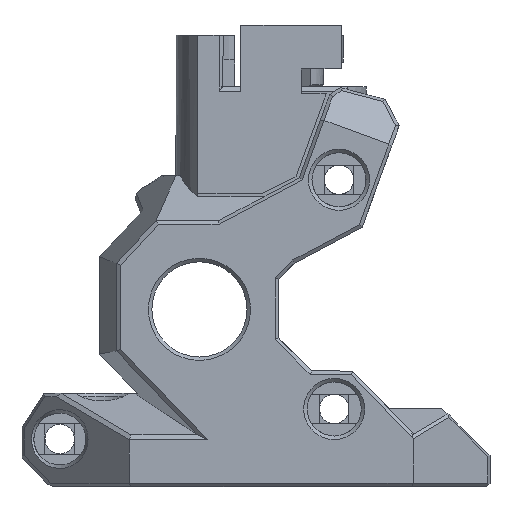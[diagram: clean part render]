
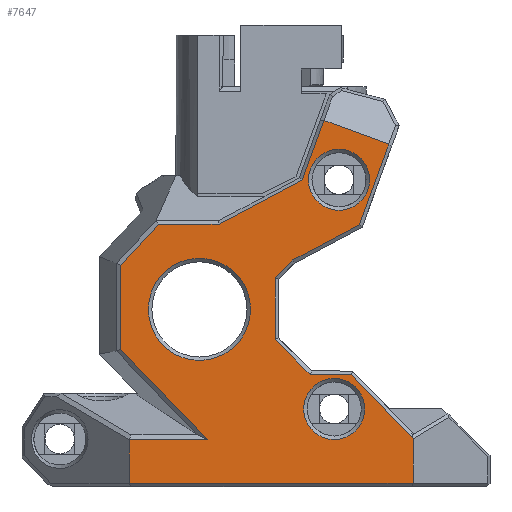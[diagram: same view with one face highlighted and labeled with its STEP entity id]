
A CAD part, front view. The second image highlights one B-rep face of the part: STEP entity #7647.
In plain terms, the highlighted planar face has unit normal (0, -1, 0).
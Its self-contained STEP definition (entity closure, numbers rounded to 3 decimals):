
#70=FACE_BOUND('',#1255,.T.);
#71=FACE_BOUND('',#1256,.T.);
#72=FACE_BOUND('',#1257,.T.);
#372=PLANE('',#8271);
#810=FACE_OUTER_BOUND('',#1254,.T.);
#1254=EDGE_LOOP('',(#6305,#6306,#6307,#6308,#6309,#6310,#6311,#6312,#6313,
#6314,#6315,#6316,#6317,#6318,#6319,#6320,#6321,#6322,#6323));
#1255=EDGE_LOOP('',(#6324));
#1256=EDGE_LOOP('',(#6325));
#1257=EDGE_LOOP('',(#6326));
#1844=LINE('',#12828,#2615);
#1846=LINE('',#12832,#2617);
#1848=LINE('',#12835,#2619);
#1849=LINE('',#12837,#2620);
#1850=LINE('',#12840,#2621);
#1852=LINE('',#12844,#2623);
#1854=LINE('',#12848,#2625);
#1856=LINE('',#12852,#2627);
#1862=LINE('',#12878,#2633);
#1864=LINE('',#12882,#2635);
#1865=LINE('',#12884,#2636);
#1866=LINE('',#12886,#2637);
#1867=LINE('',#12888,#2638);
#1868=LINE('',#12890,#2639);
#1869=LINE('',#12892,#2640);
#1870=LINE('',#12894,#2641);
#1871=LINE('',#12896,#2642);
#1872=LINE('',#12898,#2643);
#1873=LINE('',#12899,#2644);
#2615=VECTOR('',#9712,10.);
#2617=VECTOR('',#9716,10.);
#2619=VECTOR('',#9720,10.);
#2620=VECTOR('',#9723,10.);
#2621=VECTOR('',#9726,10.);
#2623=VECTOR('',#9730,10.);
#2625=VECTOR('',#9734,10.);
#2627=VECTOR('',#9738,10.);
#2633=VECTOR('',#9762,10.);
#2635=VECTOR('',#9766,10.);
#2636=VECTOR('',#9767,10.);
#2637=VECTOR('',#9768,10.);
#2638=VECTOR('',#9769,10.);
#2639=VECTOR('',#9770,10.);
#2640=VECTOR('',#9771,10.);
#2641=VECTOR('',#9772,10.);
#2642=VECTOR('',#9773,10.);
#2643=VECTOR('',#9774,10.);
#2644=VECTOR('',#9775,10.);
#3150=CIRCLE('',#8253,3.525);
#3156=CIRCLE('',#8272,3.525);
#3157=CIRCLE('',#8273,5.9);
#3616=VERTEX_POINT('',#12769);
#3620=VERTEX_POINT('',#12785);
#3631=VERTEX_POINT('',#12821);
#3632=VERTEX_POINT('',#12825);
#3633=VERTEX_POINT('',#12827);
#3634=VERTEX_POINT('',#12831);
#3635=VERTEX_POINT('',#12839);
#3636=VERTEX_POINT('',#12843);
#3637=VERTEX_POINT('',#12847);
#3638=VERTEX_POINT('',#12851);
#3646=VERTEX_POINT('',#12877);
#3647=VERTEX_POINT('',#12881);
#3648=VERTEX_POINT('',#12883);
#3649=VERTEX_POINT('',#12885);
#3650=VERTEX_POINT('',#12887);
#3651=VERTEX_POINT('',#12889);
#3652=VERTEX_POINT('',#12891);
#3653=VERTEX_POINT('',#12893);
#3654=VERTEX_POINT('',#12895);
#3655=VERTEX_POINT('',#12897);
#3656=VERTEX_POINT('',#12900);
#3657=VERTEX_POINT('',#12902);
#4558=EDGE_CURVE('',#3631,#3631,#3150,.T.);
#4560=EDGE_CURVE('',#3632,#3633,#1844,.T.);
#4562=EDGE_CURVE('',#3633,#3634,#1846,.T.);
#4564=EDGE_CURVE('',#3634,#3616,#1848,.T.);
#4565=EDGE_CURVE('',#3616,#3620,#1849,.F.);
#4566=EDGE_CURVE('',#3620,#3635,#1850,.T.);
#4568=EDGE_CURVE('',#3635,#3636,#1852,.T.);
#4570=EDGE_CURVE('',#3636,#3637,#1854,.T.);
#4572=EDGE_CURVE('',#3638,#3632,#1856,.T.);
#4584=EDGE_CURVE('',#3637,#3646,#1862,.T.);
#4586=EDGE_CURVE('',#3647,#3638,#1864,.T.);
#4587=EDGE_CURVE('',#3648,#3647,#1865,.T.);
#4588=EDGE_CURVE('',#3649,#3648,#1866,.T.);
#4589=EDGE_CURVE('',#3650,#3649,#1867,.T.);
#4590=EDGE_CURVE('',#3650,#3651,#1868,.F.);
#4591=EDGE_CURVE('',#3652,#3651,#1869,.T.);
#4592=EDGE_CURVE('',#3652,#3653,#1870,.F.);
#4593=EDGE_CURVE('',#3654,#3653,#1871,.T.);
#4594=EDGE_CURVE('',#3655,#3654,#1872,.T.);
#4595=EDGE_CURVE('',#3646,#3655,#1873,.T.);
#4596=EDGE_CURVE('',#3656,#3656,#3156,.T.);
#4597=EDGE_CURVE('',#3657,#3657,#3157,.T.);
#6305=ORIENTED_EDGE('',*,*,#4586,.F.);
#6306=ORIENTED_EDGE('',*,*,#4587,.F.);
#6307=ORIENTED_EDGE('',*,*,#4588,.F.);
#6308=ORIENTED_EDGE('',*,*,#4589,.F.);
#6309=ORIENTED_EDGE('',*,*,#4590,.T.);
#6310=ORIENTED_EDGE('',*,*,#4591,.F.);
#6311=ORIENTED_EDGE('',*,*,#4592,.T.);
#6312=ORIENTED_EDGE('',*,*,#4593,.F.);
#6313=ORIENTED_EDGE('',*,*,#4594,.F.);
#6314=ORIENTED_EDGE('',*,*,#4595,.F.);
#6315=ORIENTED_EDGE('',*,*,#4584,.F.);
#6316=ORIENTED_EDGE('',*,*,#4570,.F.);
#6317=ORIENTED_EDGE('',*,*,#4568,.F.);
#6318=ORIENTED_EDGE('',*,*,#4566,.F.);
#6319=ORIENTED_EDGE('',*,*,#4565,.F.);
#6320=ORIENTED_EDGE('',*,*,#4564,.F.);
#6321=ORIENTED_EDGE('',*,*,#4562,.F.);
#6322=ORIENTED_EDGE('',*,*,#4560,.F.);
#6323=ORIENTED_EDGE('',*,*,#4572,.F.);
#6324=ORIENTED_EDGE('',*,*,#4558,.F.);
#6325=ORIENTED_EDGE('',*,*,#4596,.F.);
#6326=ORIENTED_EDGE('',*,*,#4597,.F.);
#7647=ADVANCED_FACE('',(#810,#70,#71,#72),#372,.F.);
#8253=AXIS2_PLACEMENT_3D('',#12823,#9707,#9708);
#8271=AXIS2_PLACEMENT_3D('',#12880,#9764,#9765);
#8272=AXIS2_PLACEMENT_3D('',#12901,#9776,#9777);
#8273=AXIS2_PLACEMENT_3D('',#12903,#9778,#9779);
#9707=DIRECTION('center_axis',(0.,-1.,0.));
#9708=DIRECTION('ref_axis',(1.,0.,0.));
#9712=DIRECTION('',(1.,0.,0.));
#9716=DIRECTION('',(0.883,0.,0.469));
#9720=DIRECTION('',(0.342,0.,0.94));
#9723=DIRECTION('',(-0.94,0.,0.342));
#9726=DIRECTION('',(-0.342,0.,-0.94));
#9730=DIRECTION('',(-0.883,0.,-0.469));
#9734=DIRECTION('',(-0.707,0.,-0.707));
#9738=DIRECTION('',(0.681,0.,0.732));
#9762=DIRECTION('',(0.,0.,-1.));
#9764=DIRECTION('center_axis',(0.,1.,0.));
#9765=DIRECTION('ref_axis',(0.,0.,1.));
#9766=DIRECTION('',(0.,0.,1.));
#9767=DIRECTION('',(-0.695,0.,0.719));
#9768=DIRECTION('',(1.,0.,0.));
#9769=DIRECTION('',(0.76,0.,0.65));
#9770=DIRECTION('',(0.,0.,1.));
#9771=DIRECTION('',(-1.,0.,0.));
#9772=DIRECTION('',(0.,0.,-1.));
#9773=DIRECTION('',(0.695,0.,-0.719));
#9774=DIRECTION('',(1.,0.,-0.004));
#9775=DIRECTION('',(0.707,0.,-0.707));
#9776=DIRECTION('center_axis',(0.,-1.,0.));
#9777=DIRECTION('ref_axis',(1.,0.,0.));
#9778=DIRECTION('center_axis',(0.,-1.,0.));
#9779=DIRECTION('ref_axis',(-1.,0.,0.));
#12769=CARTESIAN_POINT('',(127.815,-16.103,30.733));
#12785=CARTESIAN_POINT('',(135.307,-16.103,28.006));
#12821=CARTESIAN_POINT('',(126.035,-16.103,23.872));
#12823=CARTESIAN_POINT('Origin',(129.56,-16.103,23.872));
#12825=CARTESIAN_POINT('',(108.731,-16.103,18.756));
#12827=CARTESIAN_POINT('',(115.7,-16.103,18.756));
#12828=CARTESIAN_POINT('',(119.122,-16.103,18.756));
#12831=CARTESIAN_POINT('',(125.316,-16.103,23.866));
#12832=CARTESIAN_POINT('',(118.048,-16.103,20.004));
#12835=CARTESIAN_POINT('',(123.945,-16.103,20.1));
#12837=CARTESIAN_POINT('',(129.646,-16.103,30.067));
#12839=CARTESIAN_POINT('',(131.914,-16.103,18.685));
#12840=CARTESIAN_POINT('',(131.559,-16.103,17.71));
#12843=CARTESIAN_POINT('',(124.237,-16.103,14.606));
#12844=CARTESIAN_POINT('',(126.156,-16.103,15.625));
#12847=CARTESIAN_POINT('',(122.181,-16.103,12.55));
#12848=CARTESIAN_POINT('',(122.483,-16.103,12.852));
#12851=CARTESIAN_POINT('',(104.311,-16.103,14.008));
#12852=CARTESIAN_POINT('',(112.211,-16.103,22.494));
#12877=CARTESIAN_POINT('',(122.181,-16.103,5.43));
#12878=CARTESIAN_POINT('',(122.181,-16.103,14.437));
#12880=CARTESIAN_POINT('Origin',(119.216,-16.103,16.49));
#12881=CARTESIAN_POINT('',(104.311,-16.103,4.283));
#12882=CARTESIAN_POINT('',(104.311,-16.103,19.617));
#12883=CARTESIAN_POINT('',(114.382,-16.103,-6.143));
#12884=CARTESIAN_POINT('',(105.849,-16.103,2.691));
#12885=CARTESIAN_POINT('',(105.35,-16.103,-6.143));
#12886=CARTESIAN_POINT('',(107.965,-16.103,-6.143));
#12887=CARTESIAN_POINT('',(105.317,-16.103,-6.171));
#12888=CARTESIAN_POINT('',(115.022,-16.103,2.124));
#12889=CARTESIAN_POINT('',(105.317,-16.103,-11.185));
#12890=CARTESIAN_POINT('',(105.317,-16.103,4.551));
#12891=CARTESIAN_POINT('',(138.113,-16.103,-11.185));
#12892=CARTESIAN_POINT('',(119.497,-16.103,-11.185));
#12893=CARTESIAN_POINT('',(138.113,-16.103,-6.027));
#12894=CARTESIAN_POINT('',(138.113,-16.103,4.551));
#12895=CARTESIAN_POINT('',(130.959,-16.103,1.379));
#12896=CARTESIAN_POINT('',(125.612,-16.103,6.914));
#12897=CARTESIAN_POINT('',(126.214,-16.103,1.396));
#12898=CARTESIAN_POINT('',(122.77,-16.103,1.409));
#12899=CARTESIAN_POINT('',(118.733,-16.103,8.878));
#12900=CARTESIAN_POINT('',(125.477,-16.103,-2.601));
#12901=CARTESIAN_POINT('Origin',(129.002,-16.103,-2.601));
#12902=CARTESIAN_POINT('',(119.337,-16.103,8.899));
#12903=CARTESIAN_POINT('Origin',(113.437,-16.103,8.899));
